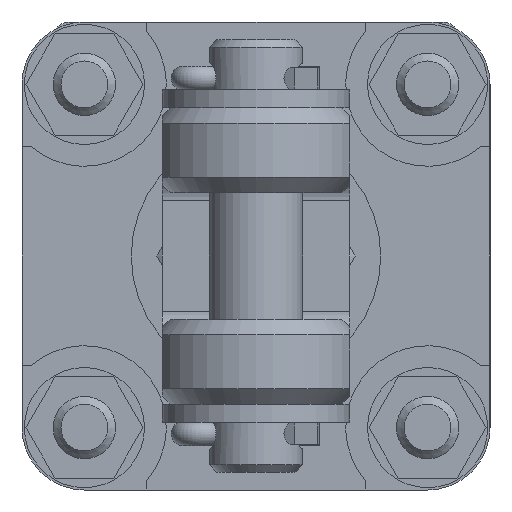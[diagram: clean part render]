
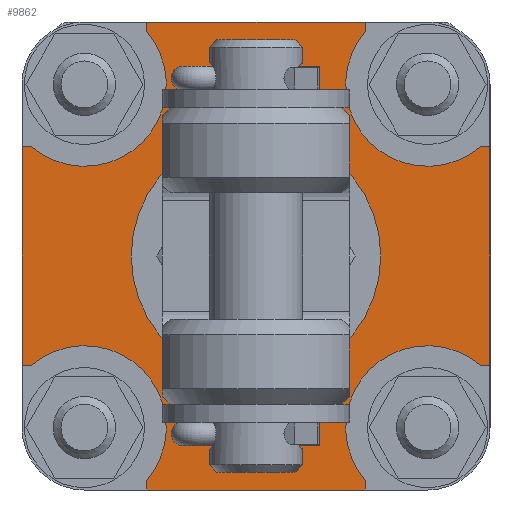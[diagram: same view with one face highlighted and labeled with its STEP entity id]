
A CAD part, left-side view. The second image highlights one B-rep face of the part: STEP entity #9862.
In plain terms, the highlighted planar face has unit normal (-1, 0, 0).
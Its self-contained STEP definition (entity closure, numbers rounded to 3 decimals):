
#248=FACE_BOUND('',#1631,.T.);
#439=PLANE('',#10752);
#1015=FACE_OUTER_BOUND('',#1630,.T.);
#1630=EDGE_LOOP('',(#7644,#7645,#7646,#7647,#7648,#7649,#7650,#7651,#7652,
#7653,#7654,#7655,#7656,#7657,#7658,#7659));
#1631=EDGE_LOOP('',(#7660));
#2356=LINE('',#15237,#3273);
#2365=LINE('',#15255,#3282);
#2384=LINE('',#15306,#3301);
#2391=LINE('',#15324,#3308);
#2406=LINE('',#15374,#3323);
#2409=LINE('',#15381,#3326);
#2410=LINE('',#15384,#3327);
#2413=LINE('',#15391,#3330);
#2414=LINE('',#15394,#3331);
#2417=LINE('',#15401,#3334);
#2418=LINE('',#15404,#3335);
#2421=LINE('',#15411,#3338);
#3273=VECTOR('',#12245,10.);
#3282=VECTOR('',#12256,10.);
#3301=VECTOR('',#12313,10.);
#3308=VECTOR('',#12330,10.);
#3323=VECTOR('',#12385,10.);
#3326=VECTOR('',#12394,10.);
#3327=VECTOR('',#12397,10.);
#3330=VECTOR('',#12406,10.);
#3331=VECTOR('',#12409,10.);
#3334=VECTOR('',#12418,10.);
#3335=VECTOR('',#12421,10.);
#3338=VECTOR('',#12430,10.);
#4007=CIRCLE('',#10717,16.);
#4015=CIRCLE('',#10734,10.5);
#4016=CIRCLE('',#10738,10.5);
#4017=CIRCLE('',#10742,10.5);
#4018=CIRCLE('',#10746,10.5);
#4590=VERTEX_POINT('',#15234);
#4591=VERTEX_POINT('',#15236);
#4598=VERTEX_POINT('',#15252);
#4599=VERTEX_POINT('',#15254);
#4611=VERTEX_POINT('',#15303);
#4612=VERTEX_POINT('',#15305);
#4617=VERTEX_POINT('',#15321);
#4618=VERTEX_POINT('',#15323);
#4621=VERTEX_POINT('',#15335);
#4633=VERTEX_POINT('',#15373);
#4634=VERTEX_POINT('',#15377);
#4635=VERTEX_POINT('',#15383);
#4636=VERTEX_POINT('',#15387);
#4637=VERTEX_POINT('',#15393);
#4638=VERTEX_POINT('',#15397);
#4639=VERTEX_POINT('',#15403);
#4640=VERTEX_POINT('',#15407);
#5649=EDGE_CURVE('',#4590,#4591,#2356,.T.);
#5658=EDGE_CURVE('',#4598,#4599,#2365,.T.);
#5684=EDGE_CURVE('',#4611,#4612,#2384,.T.);
#5693=EDGE_CURVE('',#4617,#4618,#2391,.T.);
#5699=EDGE_CURVE('',#4621,#4621,#4007,.T.);
#5717=EDGE_CURVE('',#4611,#4633,#2406,.T.);
#5719=EDGE_CURVE('',#4633,#4634,#4015,.T.);
#5721=EDGE_CURVE('',#4634,#4591,#2409,.T.);
#5722=EDGE_CURVE('',#4590,#4635,#2410,.T.);
#5724=EDGE_CURVE('',#4635,#4636,#4016,.T.);
#5726=EDGE_CURVE('',#4636,#4599,#2413,.T.);
#5727=EDGE_CURVE('',#4598,#4637,#2414,.T.);
#5729=EDGE_CURVE('',#4637,#4638,#4017,.T.);
#5731=EDGE_CURVE('',#4638,#4618,#2417,.T.);
#5732=EDGE_CURVE('',#4617,#4639,#2418,.T.);
#5734=EDGE_CURVE('',#4639,#4640,#4018,.T.);
#5736=EDGE_CURVE('',#4640,#4612,#2421,.T.);
#7644=ORIENTED_EDGE('',*,*,#5731,.T.);
#7645=ORIENTED_EDGE('',*,*,#5693,.F.);
#7646=ORIENTED_EDGE('',*,*,#5732,.T.);
#7647=ORIENTED_EDGE('',*,*,#5734,.T.);
#7648=ORIENTED_EDGE('',*,*,#5736,.T.);
#7649=ORIENTED_EDGE('',*,*,#5684,.F.);
#7650=ORIENTED_EDGE('',*,*,#5717,.T.);
#7651=ORIENTED_EDGE('',*,*,#5719,.T.);
#7652=ORIENTED_EDGE('',*,*,#5721,.T.);
#7653=ORIENTED_EDGE('',*,*,#5649,.F.);
#7654=ORIENTED_EDGE('',*,*,#5722,.T.);
#7655=ORIENTED_EDGE('',*,*,#5724,.T.);
#7656=ORIENTED_EDGE('',*,*,#5726,.T.);
#7657=ORIENTED_EDGE('',*,*,#5658,.F.);
#7658=ORIENTED_EDGE('',*,*,#5727,.T.);
#7659=ORIENTED_EDGE('',*,*,#5729,.T.);
#7660=ORIENTED_EDGE('',*,*,#5699,.T.);
#9862=ADVANCED_FACE('',(#1015,#248),#439,.F.);
#10717=AXIS2_PLACEMENT_3D('',#15336,#12343,#12344);
#10734=AXIS2_PLACEMENT_3D('',#15378,#12389,#12390);
#10738=AXIS2_PLACEMENT_3D('',#15388,#12401,#12402);
#10742=AXIS2_PLACEMENT_3D('',#15398,#12413,#12414);
#10746=AXIS2_PLACEMENT_3D('',#15408,#12425,#12426);
#10752=AXIS2_PLACEMENT_3D('',#15419,#12442,#12443);
#12245=DIRECTION('',(0.,0.,1.));
#12256=DIRECTION('',(0.,1.,0.));
#12313=DIRECTION('',(0.,-1.,0.));
#12330=DIRECTION('',(0.,0.,-1.));
#12343=DIRECTION('center_axis',(1.,0.,0.));
#12344=DIRECTION('ref_axis',(0.,0.,1.));
#12385=DIRECTION('',(0.,0.,-1.));
#12389=DIRECTION('center_axis',(1.,0.,0.));
#12390=DIRECTION('ref_axis',(0.,0.762,-0.648));
#12394=DIRECTION('',(0.,1.,0.));
#12397=DIRECTION('',(0.,-1.,0.));
#12401=DIRECTION('center_axis',(1.,0.,0.));
#12402=DIRECTION('ref_axis',(0.,-0.648,-0.762));
#12406=DIRECTION('',(0.,0.,-1.));
#12409=DIRECTION('',(0.,0.,1.));
#12413=DIRECTION('center_axis',(1.,0.,0.));
#12414=DIRECTION('ref_axis',(0.,-0.762,0.648));
#12418=DIRECTION('',(0.,-1.,0.));
#12421=DIRECTION('',(0.,1.,0.));
#12425=DIRECTION('center_axis',(1.,0.,0.));
#12426=DIRECTION('ref_axis',(0.,0.648,0.762));
#12430=DIRECTION('',(0.,0.,1.));
#12442=DIRECTION('center_axis',(1.,0.,0.));
#12443=DIRECTION('ref_axis',(0.,0.,-1.));
#15234=CARTESIAN_POINT('',(0.,30.,-14.));
#15236=CARTESIAN_POINT('',(0.,30.,14.));
#15237=CARTESIAN_POINT('',(0.,30.,-22.));
#15252=CARTESIAN_POINT('',(0.,-14.,-30.));
#15254=CARTESIAN_POINT('',(0.,14.,-30.));
#15255=CARTESIAN_POINT('',(0.,-22.,-30.));
#15303=CARTESIAN_POINT('',(0.,14.,30.));
#15305=CARTESIAN_POINT('',(0.,-14.,30.));
#15306=CARTESIAN_POINT('',(0.,22.,30.));
#15321=CARTESIAN_POINT('',(0.,-30.,14.));
#15323=CARTESIAN_POINT('',(0.,-30.,-14.));
#15324=CARTESIAN_POINT('',(0.,-30.,22.));
#15335=CARTESIAN_POINT('',(0.,0.,-16.));
#15336=CARTESIAN_POINT('Origin',(0.,0.,0.));
#15373=CARTESIAN_POINT('',(0.,14.,28.801));
#15374=CARTESIAN_POINT('',(0.,14.,14.4));
#15377=CARTESIAN_POINT('',(0.,28.801,14.));
#15378=CARTESIAN_POINT('Origin',(0.,22.,22.));
#15381=CARTESIAN_POINT('',(0.,15.,14.));
#15383=CARTESIAN_POINT('',(0.,28.801,-14.));
#15384=CARTESIAN_POINT('',(0.,14.4,-14.));
#15387=CARTESIAN_POINT('',(0.,14.,-28.801));
#15388=CARTESIAN_POINT('Origin',(0.,22.,-22.));
#15391=CARTESIAN_POINT('',(0.,14.,-15.));
#15393=CARTESIAN_POINT('',(0.,-14.,-28.801));
#15394=CARTESIAN_POINT('',(0.,-14.,-14.4));
#15397=CARTESIAN_POINT('',(0.,-28.801,-14.));
#15398=CARTESIAN_POINT('Origin',(0.,-22.,-22.));
#15401=CARTESIAN_POINT('',(0.,-15.,-14.));
#15403=CARTESIAN_POINT('',(0.,-28.801,14.));
#15404=CARTESIAN_POINT('',(0.,-14.4,14.));
#15407=CARTESIAN_POINT('',(0.,-14.,28.801));
#15408=CARTESIAN_POINT('Origin',(0.,-22.,22.));
#15411=CARTESIAN_POINT('',(0.,-14.,15.));
#15419=CARTESIAN_POINT('Origin',(0.,0.,0.));
